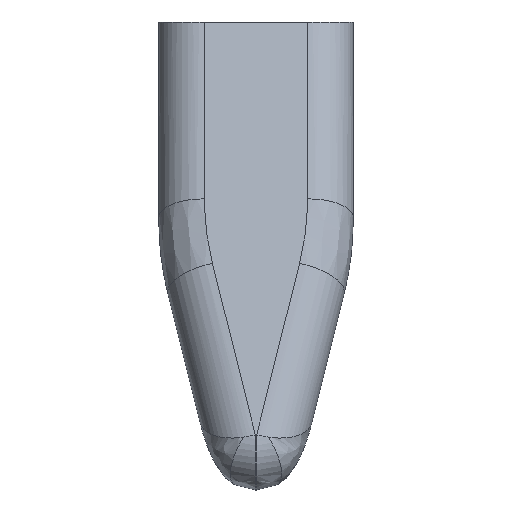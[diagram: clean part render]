
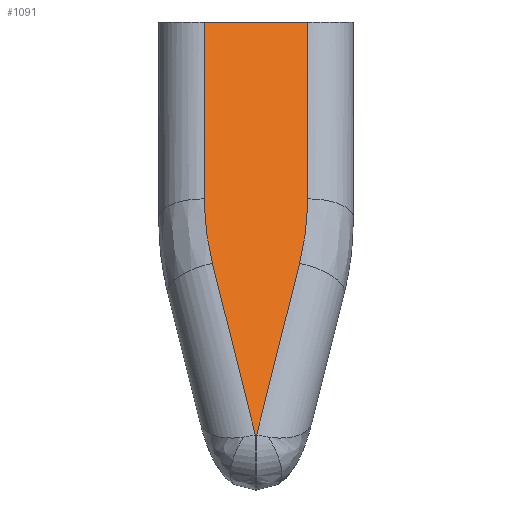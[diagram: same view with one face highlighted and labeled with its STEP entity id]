
A CAD part, top view. The second image highlights one B-rep face of the part: STEP entity #1091.
In plain terms, the highlighted planar face has unit normal (0, 0.406, 0.914).
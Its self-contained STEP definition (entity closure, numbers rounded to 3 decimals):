
#41 = CARTESIAN_POINT ( 'NONE',  ( -6.6, -22.677, 46.09 ) ) ;
#95 = LINE ( 'NONE', #972, #1052 ) ;
#138 =( BOUNDED_CURVE ( )  B_SPLINE_CURVE ( 3, ( #434, #1290, #1144, #185 ),
 .UNSPECIFIED., .F., .F. ) 
 B_SPLINE_CURVE_WITH_KNOTS ( ( 4, 4 ),
 ( 4.467, 4.712 ),
 .UNSPECIFIED. ) 
 CURVE ( )  GEOMETRIC_REPRESENTATION_ITEM ( )  RATIONAL_B_SPLINE_CURVE ( ( 1., 0.995, 0.995, 1. ) ) 
 REPRESENTATION_ITEM ( '' )  );
#141 = EDGE_CURVE ( 'NONE', #1540, #1367, #1548, .T. ) ;
#148 = DIRECTION ( 'NONE',  ( 0., 0.914, -0.407 ) ) ;
#163 = EDGE_LOOP ( 'NONE', ( #1057, #357, #1350, #1049, #510, #212, #191, #1138 ) ) ;
#183 = CARTESIAN_POINT ( 'NONE',  ( -6.6, 0., 36. ) ) ;
#185 = CARTESIAN_POINT ( 'NONE',  ( -6.6, -22.677, 46.09 ) ) ;
#189 = DIRECTION ( 'NONE',  ( 0.223, 0.891, -0.396 ) ) ;
#191 = ORIENTED_EDGE ( 'NONE', *, *, #1373, .F. ) ;
#193 = DIRECTION ( 'NONE',  ( -1., 0., 0. ) ) ;
#204 = VERTEX_POINT ( 'NONE', #340 ) ;
#212 = ORIENTED_EDGE ( 'NONE', *, *, #1583, .F. ) ;
#226 = CARTESIAN_POINT ( 'NONE',  ( 12.5, -52.967, 59.568 ) ) ;
#232 = CARTESIAN_POINT ( 'NONE',  ( -6.6, 0., 36. ) ) ;
#286 = FACE_OUTER_BOUND ( 'NONE', #163, .T. ) ;
#310 = VERTEX_POINT ( 'NONE', #491 ) ;
#315 = VECTOR ( 'NONE', #1434, 1000. ) ;
#328 = VERTEX_POINT ( 'NONE', #765 ) ;
#330 = CARTESIAN_POINT ( 'NONE',  ( -4.956, -33.452, 50.885 ) ) ;
#340 = CARTESIAN_POINT ( 'NONE',  ( 5.582, -30.948, 49.77 ) ) ;
#357 = ORIENTED_EDGE ( 'NONE', *, *, #446, .T. ) ;
#359 = CARTESIAN_POINT ( 'NONE',  ( -0.077, -52.967, 59.568 ) ) ;
#367 = CARTESIAN_POINT ( 'NONE',  ( 0.077, -52.967, 59.568 ) ) ;
#434 = CARTESIAN_POINT ( 'NONE',  ( -5.582, -30.948, 49.77 ) ) ;
#446 = EDGE_CURVE ( 'NONE', #328, #1540, #659, .T. ) ;
#491 = CARTESIAN_POINT ( 'NONE',  ( -5.582, -30.948, 49.77 ) ) ;
#496 = CARTESIAN_POINT ( 'NONE',  ( 6.6, -25.469, 47.333 ) ) ;
#510 = ORIENTED_EDGE ( 'NONE', *, *, #1172, .F. ) ;
#523 = AXIS2_PLACEMENT_3D ( 'NONE', #1409, #1536, #1180 ) ;
#542 = CARTESIAN_POINT ( 'NONE',  ( 6.6, 0., 36. ) ) ;
#565 = CARTESIAN_POINT ( 'NONE',  ( 6.6, 0., 36. ) ) ;
#607 = VERTEX_POINT ( 'NONE', #41 ) ;
#610 = VECTOR ( 'NONE', #938, 1000. ) ;
#658 = VECTOR ( 'NONE', #731, 1000. ) ;
#659 = LINE ( 'NONE', #542, #680 ) ;
#680 = VECTOR ( 'NONE', #148, 1000. ) ;
#731 = DIRECTION ( 'NONE',  ( -1., 0., 0. ) ) ;
#765 = CARTESIAN_POINT ( 'NONE',  ( 6.6, -22.677, 46.09 ) ) ;
#938 = DIRECTION ( 'NONE',  ( -0.223, 0.891, -0.396 ) ) ;
#941 = EDGE_CURVE ( 'NONE', #1432, #204, #95, .T. ) ;
#949 = LINE ( 'NONE', #330, #610 ) ;
#972 = CARTESIAN_POINT ( 'NONE',  ( 4.956, -33.452, 50.885 ) ) ;
#984 = CARTESIAN_POINT ( 'NONE',  ( 6.6, -22.677, 46.09 ) ) ;
#1049 = ORIENTED_EDGE ( 'NONE', *, *, #1600, .F. ) ;
#1052 = VECTOR ( 'NONE', #189, 1000. ) ;
#1057 = ORIENTED_EDGE ( 'NONE', *, *, #1420, .T. ) ;
#1091 = ADVANCED_FACE ( 'NONE', ( #286 ), #1170, .F. ) ;
#1114 = CARTESIAN_POINT ( 'NONE',  ( 5.582, -30.948, 49.77 ) ) ;
#1138 = ORIENTED_EDGE ( 'NONE', *, *, #941, .T. ) ;
#1144 = CARTESIAN_POINT ( 'NONE',  ( -6.6, -25.469, 47.333 ) ) ;
#1170 = PLANE ( 'NONE',  #523 ) ;
#1172 = EDGE_CURVE ( 'NONE', #310, #607, #138, .T. ) ;
#1180 = DIRECTION ( 'NONE',  ( 0., 0.914, -0.407 ) ) ;
#1290 = CARTESIAN_POINT ( 'NONE',  ( -6.259, -28.239, 48.565 ) ) ;
#1306 = VECTOR ( 'NONE', #193, 1000. ) ;
#1309 =( BOUNDED_CURVE ( )  B_SPLINE_CURVE ( 3, ( #1114, #1604, #496, #984 ),
 .UNSPECIFIED., .F., .F. ) 
 B_SPLINE_CURVE_WITH_KNOTS ( ( 4, 4 ),
 ( 4.467, 4.712 ),
 .UNSPECIFIED. ) 
 CURVE ( )  GEOMETRIC_REPRESENTATION_ITEM ( )  RATIONAL_B_SPLINE_CURVE ( ( 1., 0.995, 0.995, 1. ) ) 
 REPRESENTATION_ITEM ( '' )  );
#1322 = LINE ( 'NONE', #183, #315 ) ;
#1346 = LINE ( 'NONE', #226, #658 ) ;
#1350 = ORIENTED_EDGE ( 'NONE', *, *, #141, .T. ) ;
#1353 = VERTEX_POINT ( 'NONE', #359 ) ;
#1367 = VERTEX_POINT ( 'NONE', #232 ) ;
#1373 = EDGE_CURVE ( 'NONE', #1432, #1353, #1346, .T. ) ;
#1409 = CARTESIAN_POINT ( 'NONE',  ( 12.5, 0., 36. ) ) ;
#1420 = EDGE_CURVE ( 'NONE', #204, #328, #1309, .T. ) ;
#1432 = VERTEX_POINT ( 'NONE', #367 ) ;
#1434 = DIRECTION ( 'NONE',  ( 0., 0.914, -0.407 ) ) ;
#1536 = DIRECTION ( 'NONE',  ( 0., -0.407, -0.914 ) ) ;
#1540 = VERTEX_POINT ( 'NONE', #565 ) ;
#1548 = LINE ( 'NONE', #1564, #1306 ) ;
#1564 = CARTESIAN_POINT ( 'NONE',  ( 12.5, 0., 36. ) ) ;
#1583 = EDGE_CURVE ( 'NONE', #1353, #310, #949, .T. ) ;
#1600 = EDGE_CURVE ( 'NONE', #607, #1367, #1322, .T. ) ;
#1604 = CARTESIAN_POINT ( 'NONE',  ( 6.259, -28.239, 48.565 ) ) ;
